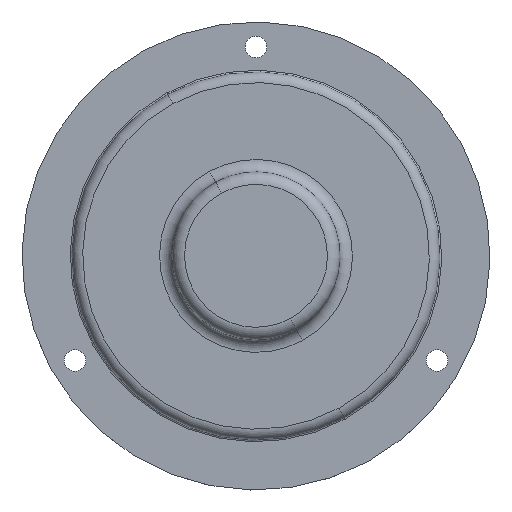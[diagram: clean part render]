
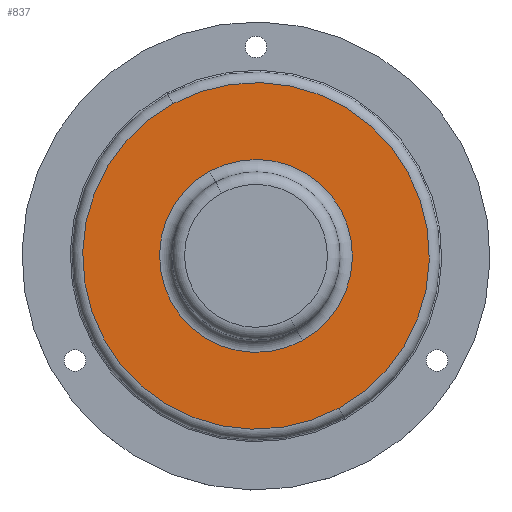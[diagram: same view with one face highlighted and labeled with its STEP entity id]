
A CAD part, top view. The second image highlights one B-rep face of the part: STEP entity #837.
In plain terms, the highlighted planar face has unit normal (0, 0, 1).
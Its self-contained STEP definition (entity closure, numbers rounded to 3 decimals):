
#275=CARTESIAN_POINT('Vertex',(23.252,-42.563,10.5)) ;
#278=CARTESIAN_POINT('Axis2P3D Location',(0.,0.,10.5)) ;
#282=CARTESIAN_POINT('Vertex',(-23.252,42.563,10.5)) ;
#297=CARTESIAN_POINT('Axis2P3D Location',(0.,0.,10.5)) ;
#318=CARTESIAN_POINT('Vertex',(12.944,-23.695,10.5)) ;
#334=CARTESIAN_POINT('Vertex',(-12.944,23.695,10.5)) ;
#337=CARTESIAN_POINT('Axis2P3D Location',(0.,0.,10.5)) ;
#354=CARTESIAN_POINT('Axis2P3D Location',(0.,0.,10.5)) ;
#824=CARTESIAN_POINT('Axis2P3D Location',(0.,27.,10.5)) ;
#279=DIRECTION('Axis2P3D Direction',(0.,0.,1.)) ;
#298=DIRECTION('Axis2P3D Direction',(0.,0.,1.)) ;
#338=DIRECTION('Axis2P3D Direction',(0.,0.,1.)) ;
#355=DIRECTION('Axis2P3D Direction',(0.,0.,1.)) ;
#825=DIRECTION('Axis2P3D Direction',(0.,0.,1.)) ;
#826=DIRECTION('Axis2P3D XDirection',(1.,0.,0.)) ;
#280=AXIS2_PLACEMENT_3D('Circle Axis2P3D',#278,#279,$) ;
#299=AXIS2_PLACEMENT_3D('Circle Axis2P3D',#297,#298,$) ;
#339=AXIS2_PLACEMENT_3D('Circle Axis2P3D',#337,#338,$) ;
#356=AXIS2_PLACEMENT_3D('Circle Axis2P3D',#354,#355,$) ;
#827=AXIS2_PLACEMENT_3D('Plane Axis2P3D',#824,#825,#826) ;
#830=ORIENTED_EDGE('',*,*,#301,.T.) ;
#831=ORIENTED_EDGE('',*,*,#284,.T.) ;
#834=ORIENTED_EDGE('',*,*,#341,.F.) ;
#835=ORIENTED_EDGE('',*,*,#358,.F.) ;
#836=FACE_BOUND('',#833,.T.) ;
#837=ADVANCED_FACE('Corps principal',(#832,#836),#828,.T.) ;
#281=CIRCLE('generated circle',#280,48.5) ;
#300=CIRCLE('generated circle',#299,48.5) ;
#340=CIRCLE('generated circle',#339,27.) ;
#357=CIRCLE('generated circle',#356,27.) ;
#284=EDGE_CURVE('',#283,#276,#281,.T.) ;
#301=EDGE_CURVE('',#276,#283,#300,.T.) ;
#341=EDGE_CURVE('',#335,#319,#340,.T.) ;
#358=EDGE_CURVE('',#319,#335,#357,.T.) ;
#829=EDGE_LOOP('',(#830,#831)) ;
#833=EDGE_LOOP('',(#834,#835)) ;
#832=FACE_OUTER_BOUND('',#829,.T.) ;
#828=PLANE('',#827) ;
#276=VERTEX_POINT('',#275) ;
#283=VERTEX_POINT('',#282) ;
#319=VERTEX_POINT('',#318) ;
#335=VERTEX_POINT('',#334) ;
